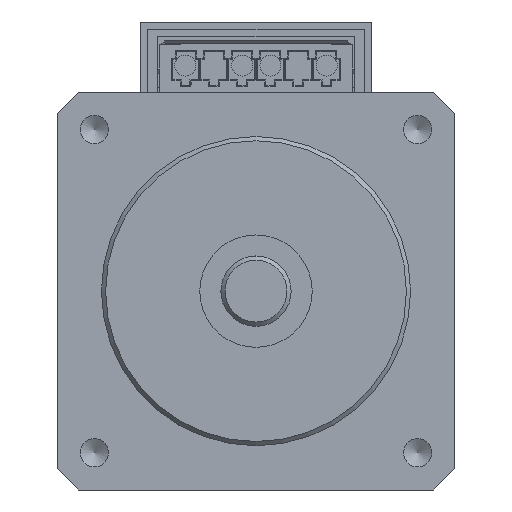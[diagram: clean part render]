
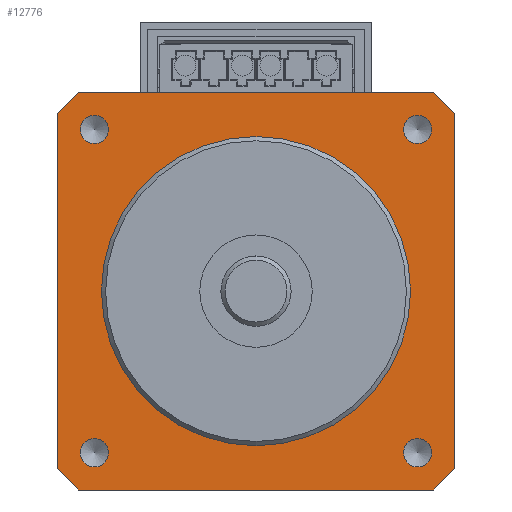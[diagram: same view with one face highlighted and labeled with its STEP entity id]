
A CAD part, front view. The second image highlights one B-rep face of the part: STEP entity #12776.
In plain terms, the highlighted planar face has unit normal (0, -1, 0).
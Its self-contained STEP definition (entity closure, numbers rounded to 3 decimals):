
#203=LINE('',#18311,#1743);
#204=LINE('',#18313,#1744);
#205=LINE('',#18315,#1745);
#206=LINE('',#18317,#1746);
#207=LINE('',#18319,#1747);
#208=LINE('',#18321,#1748);
#209=LINE('',#18323,#1749);
#210=LINE('',#18324,#1750);
#1743=VECTOR('',#14801,10.);
#1744=VECTOR('',#14802,10.);
#1745=VECTOR('',#14803,10.);
#1746=VECTOR('',#14804,10.);
#1747=VECTOR('',#14805,10.);
#1748=VECTOR('',#14806,10.);
#1749=VECTOR('',#14807,10.);
#1750=VECTOR('',#14808,10.);
#3285=PLANE('',#13603);
#3952=FACE_BOUND('',#4883,.T.);
#3953=FACE_BOUND('',#4884,.T.);
#3954=FACE_BOUND('',#4885,.T.);
#3955=FACE_BOUND('',#4886,.T.);
#3956=FACE_BOUND('',#4887,.T.);
#4088=FACE_OUTER_BOUND('',#4882,.T.);
#4882=EDGE_LOOP('',(#9198,#9199,#9200,#9201,#9202,#9203,#9204,#9205));
#4883=EDGE_LOOP('',(#9206));
#4884=EDGE_LOOP('',(#9207));
#4885=EDGE_LOOP('',(#9208));
#4886=EDGE_LOOP('',(#9209));
#4887=EDGE_LOOP('',(#9210));
#5674=CIRCLE('',#13581,1.007);
#5676=CIRCLE('',#13585,1.007);
#5678=CIRCLE('',#13589,1.007);
#5680=CIRCLE('',#13593,1.007);
#5683=CIRCLE('',#13598,11.);
#5962=VERTEX_POINT('',#18274);
#5964=VERTEX_POINT('',#18280);
#5966=VERTEX_POINT('',#18286);
#5968=VERTEX_POINT('',#18292);
#5971=VERTEX_POINT('',#18300);
#5974=VERTEX_POINT('',#18309);
#5975=VERTEX_POINT('',#18310);
#5976=VERTEX_POINT('',#18312);
#5977=VERTEX_POINT('',#18314);
#5978=VERTEX_POINT('',#18316);
#5979=VERTEX_POINT('',#18318);
#5980=VERTEX_POINT('',#18320);
#5981=VERTEX_POINT('',#18322);
#7206=EDGE_CURVE('',#5962,#5962,#5674,.T.);
#7208=EDGE_CURVE('',#5964,#5964,#5676,.T.);
#7210=EDGE_CURVE('',#5966,#5966,#5678,.T.);
#7212=EDGE_CURVE('',#5968,#5968,#5680,.T.);
#7215=EDGE_CURVE('',#5971,#5971,#5683,.T.);
#7218=EDGE_CURVE('',#5974,#5975,#203,.T.);
#7219=EDGE_CURVE('',#5976,#5974,#204,.T.);
#7220=EDGE_CURVE('',#5977,#5976,#205,.T.);
#7221=EDGE_CURVE('',#5978,#5977,#206,.T.);
#7222=EDGE_CURVE('',#5979,#5978,#207,.T.);
#7223=EDGE_CURVE('',#5980,#5979,#208,.T.);
#7224=EDGE_CURVE('',#5981,#5980,#209,.T.);
#7225=EDGE_CURVE('',#5975,#5981,#210,.T.);
#9198=ORIENTED_EDGE('',*,*,#7218,.F.);
#9199=ORIENTED_EDGE('',*,*,#7219,.F.);
#9200=ORIENTED_EDGE('',*,*,#7220,.F.);
#9201=ORIENTED_EDGE('',*,*,#7221,.F.);
#9202=ORIENTED_EDGE('',*,*,#7222,.F.);
#9203=ORIENTED_EDGE('',*,*,#7223,.F.);
#9204=ORIENTED_EDGE('',*,*,#7224,.F.);
#9205=ORIENTED_EDGE('',*,*,#7225,.F.);
#9206=ORIENTED_EDGE('',*,*,#7206,.T.);
#9207=ORIENTED_EDGE('',*,*,#7208,.T.);
#9208=ORIENTED_EDGE('',*,*,#7210,.T.);
#9209=ORIENTED_EDGE('',*,*,#7212,.T.);
#9210=ORIENTED_EDGE('',*,*,#7215,.T.);
#12776=ADVANCED_FACE('',(#4088,#3952,#3953,#3954,#3955,#3956),#3285,.T.);
#13581=AXIS2_PLACEMENT_3D('',#18275,#14755,#14756);
#13585=AXIS2_PLACEMENT_3D('',#18281,#14763,#14764);
#13589=AXIS2_PLACEMENT_3D('',#18287,#14771,#14772);
#13593=AXIS2_PLACEMENT_3D('',#18293,#14779,#14780);
#13598=AXIS2_PLACEMENT_3D('',#18301,#14789,#14790);
#13603=AXIS2_PLACEMENT_3D('',#18308,#14799,#14800);
#14755=DIRECTION('center_axis',(0.,1.,0.));
#14756=DIRECTION('ref_axis',(1.,0.,0.));
#14763=DIRECTION('center_axis',(0.,1.,0.));
#14764=DIRECTION('ref_axis',(1.,0.,0.));
#14771=DIRECTION('center_axis',(0.,1.,0.));
#14772=DIRECTION('ref_axis',(1.,0.,0.));
#14779=DIRECTION('center_axis',(0.,1.,0.));
#14780=DIRECTION('ref_axis',(1.,0.,0.));
#14789=DIRECTION('center_axis',(0.,1.,0.));
#14790=DIRECTION('ref_axis',(-1.,0.,0.));
#14799=DIRECTION('center_axis',(0.,-1.,0.));
#14800=DIRECTION('ref_axis',(0.,0.,-1.));
#14801=DIRECTION('',(0.,0.,1.));
#14802=DIRECTION('',(-0.707,0.,0.707));
#14803=DIRECTION('',(-1.,0.,0.));
#14804=DIRECTION('',(-0.707,0.,-0.707));
#14805=DIRECTION('',(0.,0.,-1.));
#14806=DIRECTION('',(0.707,0.,-0.707));
#14807=DIRECTION('',(1.,0.,0.));
#14808=DIRECTION('',(0.707,0.,0.707));
#18274=CARTESIAN_POINT('',(55.183,-4.382,68.656));
#18275=CARTESIAN_POINT('Origin',(54.176,-4.382,68.656));
#18280=CARTESIAN_POINT('',(32.183,-4.382,91.656));
#18281=CARTESIAN_POINT('Origin',(31.176,-4.382,91.656));
#18286=CARTESIAN_POINT('',(55.183,-4.382,91.656));
#18287=CARTESIAN_POINT('Origin',(54.176,-4.382,91.656));
#18292=CARTESIAN_POINT('',(32.183,-4.382,68.656));
#18293=CARTESIAN_POINT('Origin',(31.176,-4.382,68.656));
#18300=CARTESIAN_POINT('',(53.676,-4.382,80.156));
#18301=CARTESIAN_POINT('Origin',(42.676,-4.382,80.156));
#18308=CARTESIAN_POINT('Origin',(35.721,-4.382,87.111));
#18309=CARTESIAN_POINT('',(28.526,-4.382,67.506));
#18310=CARTESIAN_POINT('',(28.526,-4.382,92.806));
#18311=CARTESIAN_POINT('',(28.526,-4.382,67.506));
#18312=CARTESIAN_POINT('',(30.026,-4.382,66.006));
#18313=CARTESIAN_POINT('',(30.026,-4.382,66.006));
#18314=CARTESIAN_POINT('',(55.326,-4.382,66.006));
#18315=CARTESIAN_POINT('',(55.326,-4.382,66.006));
#18316=CARTESIAN_POINT('',(56.826,-4.382,67.506));
#18317=CARTESIAN_POINT('',(56.826,-4.382,67.506));
#18318=CARTESIAN_POINT('',(56.826,-4.382,92.806));
#18319=CARTESIAN_POINT('',(56.826,-4.382,92.806));
#18320=CARTESIAN_POINT('',(55.326,-4.382,94.306));
#18321=CARTESIAN_POINT('',(55.326,-4.382,94.306));
#18322=CARTESIAN_POINT('',(30.026,-4.382,94.306));
#18323=CARTESIAN_POINT('',(30.026,-4.382,94.306));
#18324=CARTESIAN_POINT('',(28.526,-4.382,92.806));
